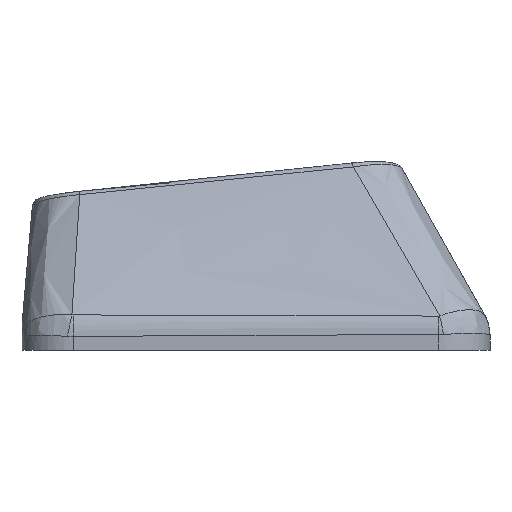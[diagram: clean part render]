
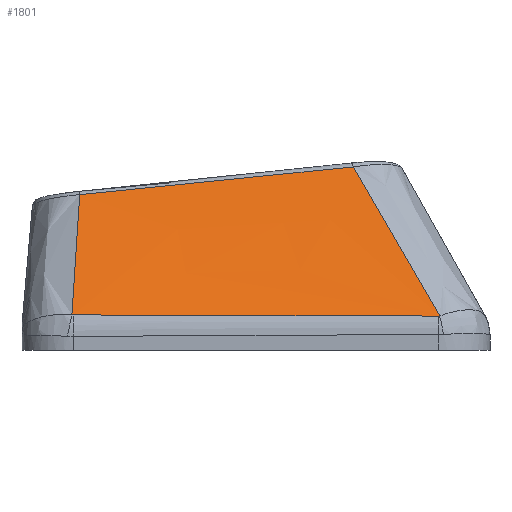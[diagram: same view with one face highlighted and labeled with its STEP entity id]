
A CAD part, left-side view. The second image highlights one B-rep face of the part: STEP entity #1801.
In plain terms, the highlighted free-form (B-spline) face has degree [3, 3] with [4, 4] control points.
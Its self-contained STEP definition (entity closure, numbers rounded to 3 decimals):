
#247=FACE_OUTER_BOUND('',#343,.T.);
#343=EDGE_LOOP('',(#1384,#1385,#1386,#1387,#1388,#1389));
#523=B_SPLINE_CURVE_WITH_KNOTS('',3,(#3758,#3759,#3760,#3761),
 .UNSPECIFIED.,.F.,.F.,(4,4),(0.,0.005),
 .UNSPECIFIED.);
#525=B_SPLINE_CURVE_WITH_KNOTS('',3,(#3785,#3786,#3787,#3788),
 .UNSPECIFIED.,.F.,.F.,(4,4),(0.,1.416),.UNSPECIFIED.);
#527=B_SPLINE_CURVE_WITH_KNOTS('',3,(#3812,#3813,#3814,#3815),
 .UNSPECIFIED.,.F.,.F.,(4,4),(0.,0.006),
 .UNSPECIFIED.);
#542=B_SPLINE_CURVE_WITH_KNOTS('',3,(#4091,#4092,#4093,#4094),
 .UNSPECIFIED.,.F.,.F.,(4,4),(0.023,0.762),
 .UNSPECIFIED.);
#543=B_SPLINE_CURVE_WITH_KNOTS('',3,(#4096,#4097,#4098,#4099),
 .UNSPECIFIED.,.F.,.F.,(4,4),(-1.066,0.),
 .UNSPECIFIED.);
#544=B_SPLINE_CURVE_WITH_KNOTS('',3,(#4100,#4101,#4102,#4103),
 .UNSPECIFIED.,.F.,.F.,(4,4),(-0.58,-0.018),
 .UNSPECIFIED.);
#726=VERTEX_POINT('',#3720);
#728=VERTEX_POINT('',#3751);
#730=VERTEX_POINT('',#3778);
#732=VERTEX_POINT('',#3805);
#748=VERTEX_POINT('',#4090);
#749=VERTEX_POINT('',#4095);
#957=EDGE_CURVE('',#726,#728,#523,.T.);
#960=EDGE_CURVE('',#728,#730,#525,.T.);
#963=EDGE_CURVE('',#730,#732,#527,.T.);
#987=EDGE_CURVE('',#748,#726,#542,.T.);
#988=EDGE_CURVE('',#749,#748,#543,.T.);
#989=EDGE_CURVE('',#732,#749,#544,.T.);
#1384=ORIENTED_EDGE('',*,*,#963,.F.);
#1385=ORIENTED_EDGE('',*,*,#960,.F.);
#1386=ORIENTED_EDGE('',*,*,#957,.F.);
#1387=ORIENTED_EDGE('',*,*,#987,.F.);
#1388=ORIENTED_EDGE('',*,*,#988,.F.);
#1389=ORIENTED_EDGE('',*,*,#989,.F.);
#1740=B_SPLINE_SURFACE_WITH_KNOTS('',3,3,((#4074,#4075,#4076,#4077),(#4078,
#4079,#4080,#4081),(#4082,#4083,#4084,#4085),(#4086,#4087,#4088,#4089)),
 .UNSPECIFIED.,.F.,.F.,.F.,(4,4),(4,4),(0.098,0.893),
(0.029,0.947),.UNSPECIFIED.);
#1801=ADVANCED_FACE('',(#247),#1740,.T.);
#3720=CARTESIAN_POINT('',(-16.041,-7.127,0.338));
#3751=CARTESIAN_POINT('',(-16.043,-7.077,0.334));
#3758=CARTESIAN_POINT('Ctrl Pts',(-16.041,-7.127,0.338));
#3759=CARTESIAN_POINT('Ctrl Pts',(-16.042,-7.111,0.335));
#3760=CARTESIAN_POINT('Ctrl Pts',(-16.043,-7.094,0.334));
#3761=CARTESIAN_POINT('Ctrl Pts',(-16.043,-7.077,0.334));
#3778=CARTESIAN_POINT('',(-15.972,7.086,0.378));
#3785=CARTESIAN_POINT('Ctrl Pts',(-16.043,-7.077,0.334));
#3786=CARTESIAN_POINT('Ctrl Pts',(-16.024,-2.357,0.347));
#3787=CARTESIAN_POINT('Ctrl Pts',(-16.002,2.364,0.362));
#3788=CARTESIAN_POINT('Ctrl Pts',(-15.972,7.086,0.378));
#3805=CARTESIAN_POINT('',(-15.969,7.143,0.383));
#3812=CARTESIAN_POINT('Ctrl Pts',(-15.972,7.086,0.378));
#3813=CARTESIAN_POINT('Ctrl Pts',(-15.972,7.105,0.378));
#3814=CARTESIAN_POINT('Ctrl Pts',(-15.971,7.124,0.38));
#3815=CARTESIAN_POINT('Ctrl Pts',(-15.969,7.143,0.383));
#4074=CARTESIAN_POINT('Ctrl Pts',(-12.879,-4.143,6.161));
#4075=CARTESIAN_POINT('Ctrl Pts',(-13.933,-5.139,4.219));
#4076=CARTESIAN_POINT('Ctrl Pts',(-14.988,-6.134,2.276));
#4077=CARTESIAN_POINT('Ctrl Pts',(-16.043,-7.129,0.334));
#4078=CARTESIAN_POINT('Ctrl Pts',(-12.879,-0.382,
5.779));
#4079=CARTESIAN_POINT('Ctrl Pts',(-13.933,-1.045,3.957));
#4080=CARTESIAN_POINT('Ctrl Pts',(-14.988,-1.708,2.135));
#4081=CARTESIAN_POINT('Ctrl Pts',(-16.043,-2.372,0.313));
#4082=CARTESIAN_POINT('Ctrl Pts',(-12.879,3.38,5.396));
#4083=CARTESIAN_POINT('Ctrl Pts',(-13.933,3.049,3.695));
#4084=CARTESIAN_POINT('Ctrl Pts',(-14.988,2.717,1.993));
#4085=CARTESIAN_POINT('Ctrl Pts',(-16.043,2.386,0.292));
#4086=CARTESIAN_POINT('Ctrl Pts',(-12.879,7.142,5.013));
#4087=CARTESIAN_POINT('Ctrl Pts',(-13.933,7.142,3.432));
#4088=CARTESIAN_POINT('Ctrl Pts',(-14.988,7.143,1.852));
#4089=CARTESIAN_POINT('Ctrl Pts',(-16.043,7.143,0.272));
#4090=CARTESIAN_POINT('',(-12.88,-3.767,6.121));
#4091=CARTESIAN_POINT('Ctrl Pts',(-12.88,-3.767,6.121));
#4092=CARTESIAN_POINT('Ctrl Pts',(-13.939,-4.892,4.198));
#4093=CARTESIAN_POINT('Ctrl Pts',(-14.992,-6.011,2.27));
#4094=CARTESIAN_POINT('Ctrl Pts',(-16.041,-7.127,0.338));
#4095=CARTESIAN_POINT('',(-12.879,6.84,5.044));
#4096=CARTESIAN_POINT('Ctrl Pts',(-12.879,6.84,5.044));
#4097=CARTESIAN_POINT('Ctrl Pts',(-12.88,3.305,5.402));
#4098=CARTESIAN_POINT('Ctrl Pts',(-12.88,-0.231,
5.761));
#4099=CARTESIAN_POINT('Ctrl Pts',(-12.88,-3.767,6.121));
#4100=CARTESIAN_POINT('Ctrl Pts',(-15.969,7.143,0.383));
#4101=CARTESIAN_POINT('Ctrl Pts',(-14.934,7.036,1.934));
#4102=CARTESIAN_POINT('Ctrl Pts',(-13.903,6.933,3.488));
#4103=CARTESIAN_POINT('Ctrl Pts',(-12.879,6.84,5.044));
